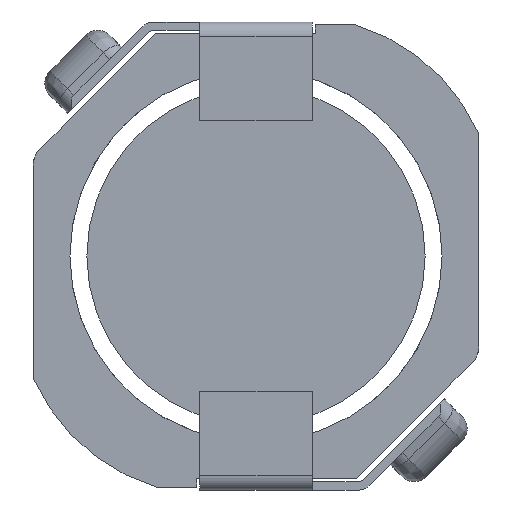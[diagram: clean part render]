
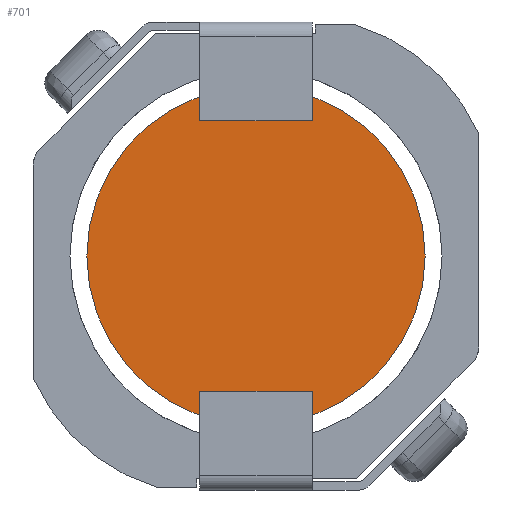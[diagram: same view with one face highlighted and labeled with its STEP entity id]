
A CAD part, front view. The second image highlights one B-rep face of the part: STEP entity #701.
In plain terms, the highlighted planar face has unit normal (0, -1, 0).
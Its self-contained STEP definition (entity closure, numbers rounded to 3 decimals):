
#59 = DIRECTION ( 'NONE',  ( 0., -1., 0. ) ) ;
#85 = CIRCLE ( 'NONE', #535, 3. ) ;
#126 = DIRECTION ( 'NONE',  ( 0., -1., 0. ) ) ;
#166 = CIRCLE ( 'NONE', #2322, 3. ) ;
#261 = AXIS2_PLACEMENT_3D ( 'NONE', #1977, #59, #495 ) ;
#325 = DIRECTION ( 'NONE',  ( 0., 0., -1. ) ) ;
#364 = EDGE_CURVE ( 'NONE', #1334, #1449, #166, .T. ) ;
#495 = DIRECTION ( 'NONE',  ( 0., 0., -1. ) ) ;
#535 = AXIS2_PLACEMENT_3D ( 'NONE', #2066, #126, #325 ) ;
#659 = CARTESIAN_POINT ( 'NONE',  ( 3., 0., 0. ) ) ;
#701 = ADVANCED_FACE ( 'NONE', ( #2200 ), #1105, .T. ) ;
#939 = ORIENTED_EDGE ( 'NONE', *, *, #1085, .T. ) ;
#1085 = EDGE_CURVE ( 'NONE', #1449, #1334, #85, .T. ) ;
#1105 = PLANE ( 'NONE',  #261 ) ;
#1142 = CARTESIAN_POINT ( 'NONE',  ( 0., 0., 0. ) ) ;
#1334 = VERTEX_POINT ( 'NONE', #1361 ) ;
#1361 = CARTESIAN_POINT ( 'NONE',  ( -3., 0., 0. ) ) ;
#1449 = VERTEX_POINT ( 'NONE', #659 ) ;
#1977 = CARTESIAN_POINT ( 'NONE',  ( -3.036, 0., 3.036 ) ) ;
#2066 = CARTESIAN_POINT ( 'NONE',  ( 0., 0., 0. ) ) ;
#2074 = DIRECTION ( 'NONE',  ( 0., 0., -1. ) ) ;
#2087 = DIRECTION ( 'NONE',  ( 0., -1., 0. ) ) ;
#2141 = EDGE_LOOP ( 'NONE', ( #939, #2193 ) ) ;
#2193 = ORIENTED_EDGE ( 'NONE', *, *, #364, .T. ) ;
#2200 = FACE_OUTER_BOUND ( 'NONE', #2141, .T. ) ;
#2322 = AXIS2_PLACEMENT_3D ( 'NONE', #1142, #2087, #2074 ) ;
